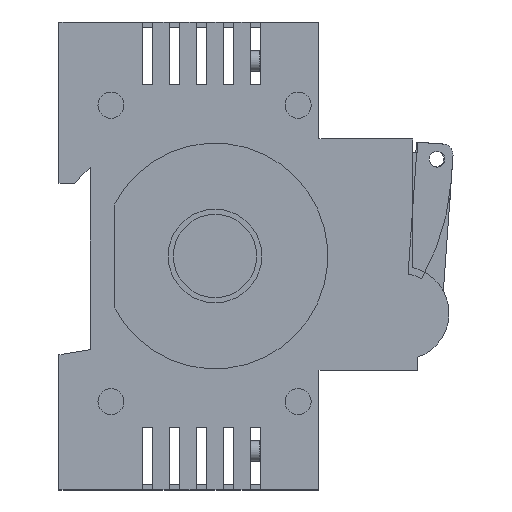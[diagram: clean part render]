
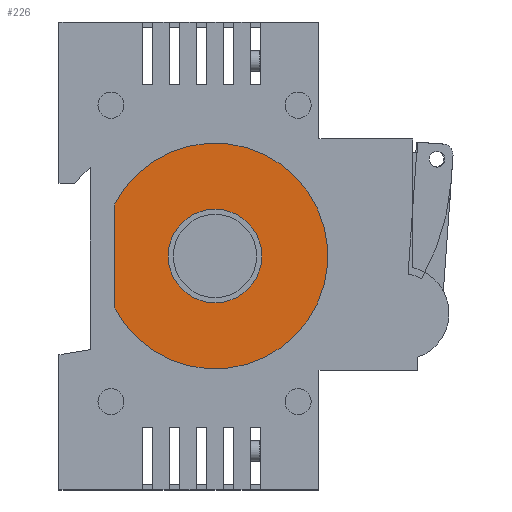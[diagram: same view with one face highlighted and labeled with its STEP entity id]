
A CAD part, left-side view. The second image highlights one B-rep face of the part: STEP entity #226.
In plain terms, the highlighted face is planar.
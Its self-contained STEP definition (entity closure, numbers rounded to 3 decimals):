
#127=CARTESIAN_POINT('',(36.0,30.0,0.5));
#128=VERTEX_POINT('',#127);
#129=CARTESIAN_POINT('',(45.0,30.0,0.5));
#130=DIRECTION('',(0.0,0.0,-1.0));
#131=DIRECTION('',(1.0,0.0,0.0));
#132=AXIS2_PLACEMENT_3D('',#129,#130,#131);
#133=CIRCLE('',#132,9.0);
#134=EDGE_CURVE('',#128,#128,#133,.T.);
#155=CARTESIAN_POINT('',(35.0,10.732,0.5));
#156=VERTEX_POINT('',#155);
#157=CARTESIAN_POINT('',(55.0,10.732,0.5));
#158=VERTEX_POINT('',#157);
#159=CARTESIAN_POINT('',(45.0,30.,0.5));
#160=DIRECTION('',(0.0,0.0,-1.));
#161=DIRECTION('',(-0.461,-0.888,0.0));
#162=AXIS2_PLACEMENT_3D('',#159,#160,#161);
#163=CIRCLE('',#162,21.708);
#164=EDGE_CURVE('',#156,#158,#163,.T.);
#197=CARTESIAN_POINT('',(55.0,10.732,0.5));
#198=DIRECTION('',(-1.0,0.0,0.0));
#199=VECTOR('',#198,20.0);
#200=LINE('',#197,#199);
#201=EDGE_CURVE('',#158,#156,#200,.T.);
#214=CARTESIAN_POINT('',(45.0,28.506,0.5));
#215=DIRECTION('',(0.0,0.0,1.0));
#216=DIRECTION('',(1.0,0.0,0.0));
#217=AXIS2_PLACEMENT_3D('',#214,#215,#216);
#218=PLANE('',#217);
#219=ORIENTED_EDGE('',*,*,#164,.T.);
#220=ORIENTED_EDGE('',*,*,#201,.T.);
#221=EDGE_LOOP('',(#219,#220));
#222=FACE_OUTER_BOUND('',#221,.T.);
#223=ORIENTED_EDGE('',*,*,#134,.F.);
#224=EDGE_LOOP('',(#223));
#225=FACE_BOUND('',#224,.T.);
#226=ADVANCED_FACE('',(#222,#225),#218,.F.);
